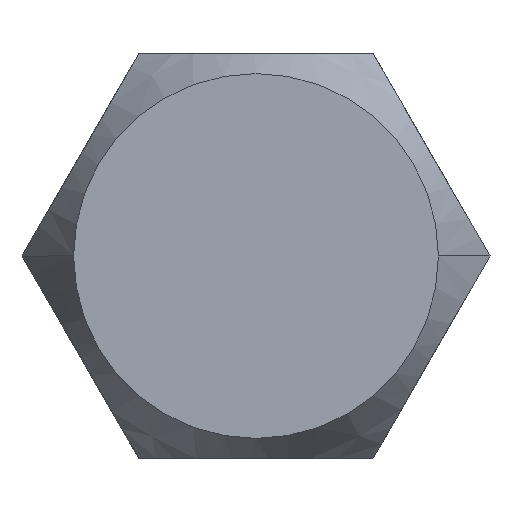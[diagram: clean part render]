
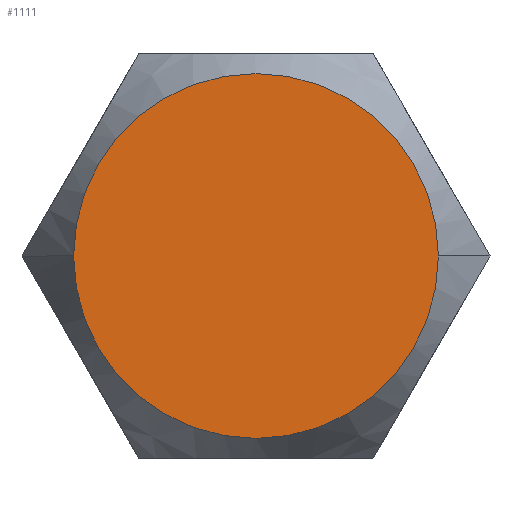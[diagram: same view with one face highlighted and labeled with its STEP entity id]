
A CAD part, front view. The second image highlights one B-rep face of the part: STEP entity #1111.
In plain terms, the highlighted planar face has unit normal (0, -1, 0).
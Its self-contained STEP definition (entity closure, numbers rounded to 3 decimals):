
#280 = CARTESIAN_POINT ( 'NONE',  ( -2.858, 0., 0. ) ) ;
#528 = FACE_OUTER_BOUND ( 'NONE', #4152, .T. ) ;
#667 = EDGE_CURVE ( 'Defeature ausgef�hrt1_19+Defeature ausgef�hrt1_18+Defeature ausgef�hrt1_18+Defeature ausgef�hrt1_18', #2112, #926, #696, .T. ) ;
#696 = CIRCLE ( 'NONE', #3290, 2.858 ) ;
#875 = DIRECTION ( 'NONE',  ( -1., 0., 0. ) ) ;
#926 = VERTEX_POINT ( 'NONE', #2267 ) ;
#1058 = CARTESIAN_POINT ( 'NONE',  ( 0., 0., 0. ) ) ;
#1111 = ADVANCED_FACE ( 'Defeature ausgef�hrt1_19', ( #528 ), #3173, .F. ) ;
#1323 = ORIENTED_EDGE ( 'NONE', *, *, #667, .T. ) ;
#1449 = DIRECTION ( 'NONE',  ( 0., -1., 0. ) ) ;
#1498 = EDGE_CURVE ( 'Defeature ausgef�hrt1_19+Defeature ausgef�hrt1_18+Defeature ausgef�hrt1_18+Defeature ausgef�hrt1_18', #926, #2112, #3547, .T. ) ;
#2112 = VERTEX_POINT ( 'NONE', #280 ) ;
#2207 = DIRECTION ( 'NONE',  ( 0., -1., 0. ) ) ;
#2213 = DIRECTION ( 'NONE',  ( 1., 0., 0. ) ) ;
#2230 = CARTESIAN_POINT ( 'NONE',  ( 0., 0., 0. ) ) ;
#2267 = CARTESIAN_POINT ( 'NONE',  ( 2.858, 0., 0. ) ) ;
#2441 = DIRECTION ( 'NONE',  ( -1., 0., 0. ) ) ;
#2537 = AXIS2_PLACEMENT_3D ( 'NONE', #2230, #2207, #875 ) ;
#2926 = ORIENTED_EDGE ( 'NONE', *, *, #1498, .T. ) ;
#3173 = PLANE ( 'NONE',  #3313 ) ;
#3290 = AXIS2_PLACEMENT_3D ( 'NONE', #1058, #1449, #2441 ) ;
#3313 = AXIS2_PLACEMENT_3D ( 'NONE', #3874, #4212, #2213 ) ;
#3547 = CIRCLE ( 'NONE', #2537, 2.858 ) ;
#3874 = CARTESIAN_POINT ( 'NONE',  ( 3.666, 0., 0. ) ) ;
#4152 = EDGE_LOOP ( 'NONE', ( #2926, #1323 ) ) ;
#4212 = DIRECTION ( 'NONE',  ( 0., 1., 0. ) ) ;
